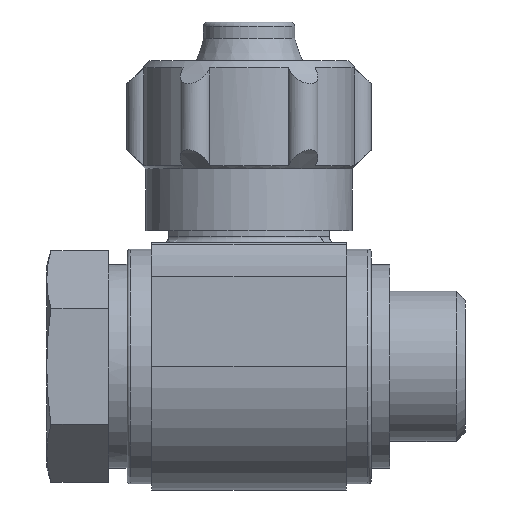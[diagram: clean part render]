
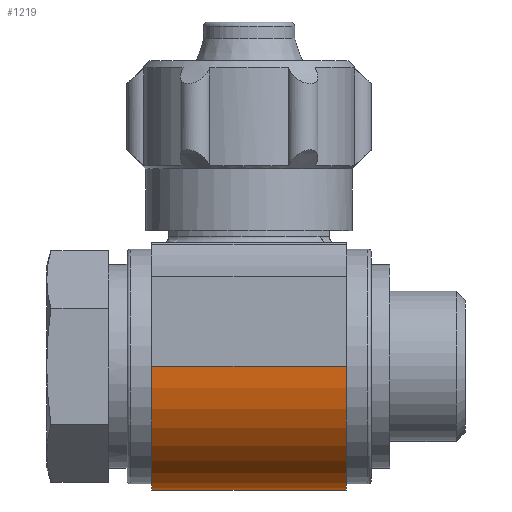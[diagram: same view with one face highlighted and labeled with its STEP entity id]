
A CAD part, left-side view. The second image highlights one B-rep face of the part: STEP entity #1219.
In plain terms, the highlighted cylindrical face has radius 8 mm (diameter 16 mm), a partial arc.
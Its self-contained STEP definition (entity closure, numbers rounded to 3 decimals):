
#77=CYLINDRICAL_SURFACE('',#1344,8.);
#127=CIRCLE('',#1345,8.);
#128=CIRCLE('',#1346,8.);
#242=ORIENTED_EDGE('',*,*,#568,.T.);
#243=ORIENTED_EDGE('',*,*,#569,.F.);
#244=ORIENTED_EDGE('',*,*,#570,.F.);
#245=ORIENTED_EDGE('',*,*,#566,.T.);
#566=EDGE_CURVE('',#732,#731,#818,.T.);
#568=EDGE_CURVE('',#731,#733,#127,.T.);
#569=EDGE_CURVE('',#734,#733,#820,.T.);
#570=EDGE_CURVE('',#732,#734,#128,.T.);
#731=VERTEX_POINT('',#2006);
#732=VERTEX_POINT('',#2008);
#733=VERTEX_POINT('',#2012);
#734=VERTEX_POINT('',#2014);
#818=LINE('',#2007,#880);
#820=LINE('',#2013,#882);
#880=VECTOR('',#1576,1000.);
#882=VECTOR('',#1582,1000.);
#952=EDGE_LOOP('',(#242,#243,#244,#245));
#1072=FACE_BOUND('',#952,.T.);
#1219=ADVANCED_FACE('',(#1072),#77,.T.);
#1344=AXIS2_PLACEMENT_3D('',#2010,#1578,#1579);
#1345=AXIS2_PLACEMENT_3D('',#2011,#1580,#1581);
#1346=AXIS2_PLACEMENT_3D('',#2015,#1583,#1584);
#1576=DIRECTION('',(0.,1.,0.));
#1578=DIRECTION('',(0.,1.,0.));
#1579=DIRECTION('',(0.,0.,1.));
#1580=DIRECTION('',(0.,-1.,0.));
#1581=DIRECTION('',(1.,0.,0.));
#1582=DIRECTION('',(0.,1.,0.));
#1583=DIRECTION('',(0.,-1.,0.));
#1584=DIRECTION('',(1.,0.,0.));
#2006=CARTESIAN_POINT('',(-8.,6.3,0.));
#2007=CARTESIAN_POINT('',(-8.,-6.3,0.));
#2008=CARTESIAN_POINT('',(-8.,-6.3,0.));
#2010=CARTESIAN_POINT('',(0.,-6.3,0.));
#2011=CARTESIAN_POINT('',(0.,6.3,0.));
#2012=CARTESIAN_POINT('',(8.,6.3,0.));
#2013=CARTESIAN_POINT('',(8.,-6.3,0.));
#2014=CARTESIAN_POINT('',(8.,-6.3,0.));
#2015=CARTESIAN_POINT('',(0.,-6.3,0.));
